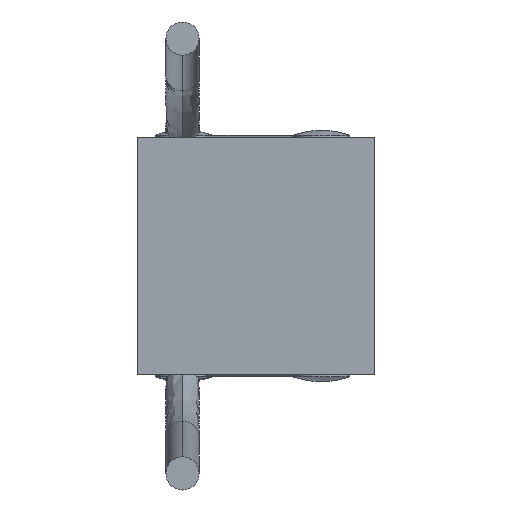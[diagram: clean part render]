
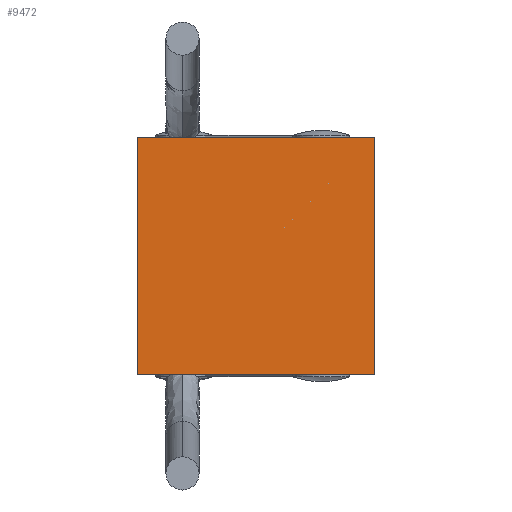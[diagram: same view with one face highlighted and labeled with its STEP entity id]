
A CAD part, front view. The second image highlights one B-rep face of the part: STEP entity #9472.
In plain terms, the highlighted planar face has unit normal (0, -1, 0).
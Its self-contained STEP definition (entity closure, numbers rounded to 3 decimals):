
#792 = DIRECTION ( 'NONE',  ( 0., 1., 0. ) ) ;
#1024 = DIRECTION ( 'NONE',  ( 0., 0., -1. ) ) ;
#1080 = DIRECTION ( 'NONE',  ( 1., 0., 0. ) ) ;
#1580 = EDGE_LOOP ( 'NONE', ( #6236, #7897, #3632, #10526 ) ) ;
#1796 = DIRECTION ( 'NONE',  ( 0., 0., 1. ) ) ;
#2026 = EDGE_CURVE ( 'NONE', #4158, #4785, #6986, .T. ) ;
#3098 = EDGE_CURVE ( 'NONE', #4818, #5772, #7540, .T. ) ;
#3575 = CARTESIAN_POINT ( 'NONE',  ( -2.5, -0.51, -2.5 ) ) ;
#3632 = ORIENTED_EDGE ( 'NONE', *, *, #6349, .T. ) ;
#3681 = CARTESIAN_POINT ( 'NONE',  ( -2.5, -0.51, 2.5 ) ) ;
#4158 = VERTEX_POINT ( 'NONE', #3575 ) ;
#4785 = VERTEX_POINT ( 'NONE', #7160 ) ;
#4818 = VERTEX_POINT ( 'NONE', #10804 ) ;
#5435 = CARTESIAN_POINT ( 'NONE',  ( 2.5, -0.51, 2.5 ) ) ;
#5699 = AXIS2_PLACEMENT_3D ( 'NONE', #6145, #792, #7023 ) ;
#5772 = VERTEX_POINT ( 'NONE', #7319 ) ;
#6145 = CARTESIAN_POINT ( 'NONE',  ( 0., -0.51, 0. ) ) ;
#6236 = ORIENTED_EDGE ( 'NONE', *, *, #8538, .T. ) ;
#6349 = EDGE_CURVE ( 'NONE', #4785, #4818, #6561, .T. ) ;
#6561 = LINE ( 'NONE', #8074, #8967 ) ;
#6587 = LINE ( 'NONE', #3681, #9218 ) ;
#6717 = VECTOR ( 'NONE', #1080, 1000. ) ;
#6986 = LINE ( 'NONE', #9993, #6717 ) ;
#7023 = DIRECTION ( 'NONE',  ( 0., 0., 1. ) ) ;
#7160 = CARTESIAN_POINT ( 'NONE',  ( 2.5, -0.51, -2.5 ) ) ;
#7319 = CARTESIAN_POINT ( 'NONE',  ( -2.5, -0.51, 2.5 ) ) ;
#7540 = LINE ( 'NONE', #5435, #9649 ) ;
#7897 = ORIENTED_EDGE ( 'NONE', *, *, #2026, .T. ) ;
#8074 = CARTESIAN_POINT ( 'NONE',  ( 2.5, -0.51, 2.5 ) ) ;
#8140 = DIRECTION ( 'NONE',  ( -1., 0., 0. ) ) ;
#8538 = EDGE_CURVE ( 'NONE', #5772, #4158, #6587, .T. ) ;
#8967 = VECTOR ( 'NONE', #1796, 1000. ) ;
#9218 = VECTOR ( 'NONE', #1024, 1000. ) ;
#9472 = ADVANCED_FACE ( 'NONE', ( #11263 ), #9609, .F. ) ;
#9609 = PLANE ( 'NONE',  #5699 ) ;
#9649 = VECTOR ( 'NONE', #8140, 1000. ) ;
#9993 = CARTESIAN_POINT ( 'NONE',  ( 2.5, -0.51, -2.5 ) ) ;
#10526 = ORIENTED_EDGE ( 'NONE', *, *, #3098, .T. ) ;
#10804 = CARTESIAN_POINT ( 'NONE',  ( 2.5, -0.51, 2.5 ) ) ;
#11263 = FACE_OUTER_BOUND ( 'NONE', #1580, .T. ) ;
